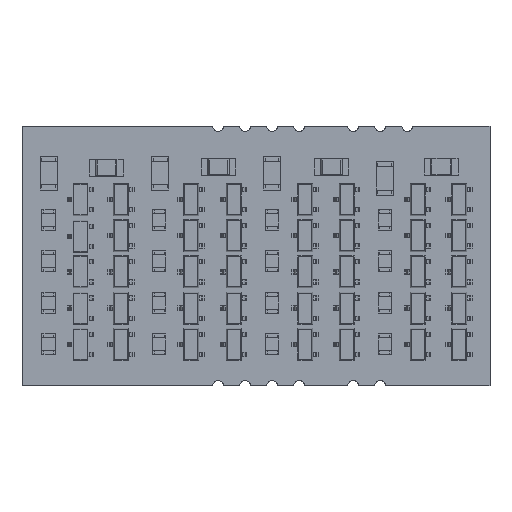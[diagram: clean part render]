
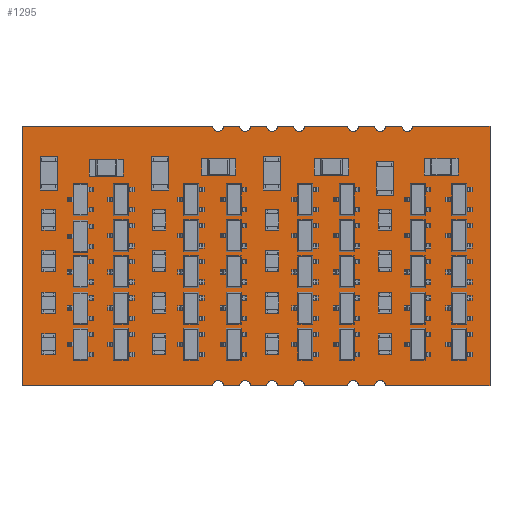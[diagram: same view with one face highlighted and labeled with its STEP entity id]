
A CAD part, top view. The second image highlights one B-rep face of the part: STEP entity #1295.
In plain terms, the highlighted planar face has unit normal (0, 0, 1).
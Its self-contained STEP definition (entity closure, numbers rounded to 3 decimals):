
#308 = VERTEX_POINT('',#309);
#309 = CARTESIAN_POINT('',(33.68,0.,0.411));
#315 = EDGE_CURVE('',#308,#316,#318,.T.);
#316 = VERTEX_POINT('',#317);
#317 = CARTESIAN_POINT('',(32.68,0.,0.411));
#318 = CIRCLE('',#319,0.5);
#319 = AXIS2_PLACEMENT_3D('',#320,#321,#322);
#320 = CARTESIAN_POINT('',(33.18,0.,0.411));
#321 = DIRECTION('',(0.,0.,1.));
#322 = DIRECTION('',(1.,0.,-0.));
#350 = VERTEX_POINT('',#351);
#351 = CARTESIAN_POINT('',(31.14,0.,0.411));
#357 = EDGE_CURVE('',#350,#316,#358,.T.);
#358 = LINE('',#359,#360);
#359 = CARTESIAN_POINT('',(-0.5,0.,0.411));
#360 = VECTOR('',#361,1.);
#361 = DIRECTION('',(1.,0.,0.));
#379 = EDGE_CURVE('',#350,#380,#382,.T.);
#380 = VERTEX_POINT('',#381);
#381 = CARTESIAN_POINT('',(30.14,0.,0.411));
#382 = CIRCLE('',#383,0.5);
#383 = AXIS2_PLACEMENT_3D('',#384,#385,#386);
#384 = CARTESIAN_POINT('',(30.64,0.,0.411));
#385 = DIRECTION('',(0.,0.,1.));
#386 = DIRECTION('',(1.,0.,-0.));
#414 = VERTEX_POINT('',#415);
#415 = CARTESIAN_POINT('',(26.06,0.,0.411));
#421 = EDGE_CURVE('',#414,#380,#422,.T.);
#422 = LINE('',#423,#424);
#423 = CARTESIAN_POINT('',(-0.5,0.,0.411));
#424 = VECTOR('',#425,1.);
#425 = DIRECTION('',(1.,0.,0.));
#443 = EDGE_CURVE('',#414,#444,#446,.T.);
#444 = VERTEX_POINT('',#445);
#445 = CARTESIAN_POINT('',(25.06,0.,0.411));
#446 = CIRCLE('',#447,0.5);
#447 = AXIS2_PLACEMENT_3D('',#448,#449,#450);
#448 = CARTESIAN_POINT('',(25.56,0.,0.411));
#449 = DIRECTION('',(0.,0.,1.));
#450 = DIRECTION('',(1.,0.,-0.));
#478 = VERTEX_POINT('',#479);
#479 = CARTESIAN_POINT('',(23.52,0.,0.411));
#485 = EDGE_CURVE('',#478,#444,#486,.T.);
#486 = LINE('',#487,#488);
#487 = CARTESIAN_POINT('',(-0.5,0.,0.411));
#488 = VECTOR('',#489,1.);
#489 = DIRECTION('',(1.,0.,0.));
#507 = EDGE_CURVE('',#478,#508,#510,.T.);
#508 = VERTEX_POINT('',#509);
#509 = CARTESIAN_POINT('',(22.52,0.,0.411));
#510 = CIRCLE('',#511,0.5);
#511 = AXIS2_PLACEMENT_3D('',#512,#513,#514);
#512 = CARTESIAN_POINT('',(23.02,0.,0.411));
#513 = DIRECTION('',(0.,0.,1.));
#514 = DIRECTION('',(1.,0.,-0.));
#542 = VERTEX_POINT('',#543);
#543 = CARTESIAN_POINT('',(20.98,0.,0.411));
#549 = EDGE_CURVE('',#542,#508,#550,.T.);
#550 = LINE('',#551,#552);
#551 = CARTESIAN_POINT('',(-0.5,0.,0.411));
#552 = VECTOR('',#553,1.);
#553 = DIRECTION('',(1.,0.,0.));
#571 = EDGE_CURVE('',#542,#572,#574,.T.);
#572 = VERTEX_POINT('',#573);
#573 = CARTESIAN_POINT('',(19.98,0.,0.411));
#574 = CIRCLE('',#575,0.5);
#575 = AXIS2_PLACEMENT_3D('',#576,#577,#578);
#576 = CARTESIAN_POINT('',(20.48,0.,0.411));
#577 = DIRECTION('',(0.,0.,1.));
#578 = DIRECTION('',(1.,0.,-0.));
#606 = VERTEX_POINT('',#607);
#607 = CARTESIAN_POINT('',(18.44,0.,0.411));
#613 = EDGE_CURVE('',#606,#572,#614,.T.);
#614 = LINE('',#615,#616);
#615 = CARTESIAN_POINT('',(-0.5,0.,0.411));
#616 = VECTOR('',#617,1.);
#617 = DIRECTION('',(1.,0.,0.));
#635 = EDGE_CURVE('',#606,#636,#638,.T.);
#636 = VERTEX_POINT('',#637);
#637 = CARTESIAN_POINT('',(17.44,0.,0.411));
#638 = CIRCLE('',#639,0.5);
#639 = AXIS2_PLACEMENT_3D('',#640,#641,#642);
#640 = CARTESIAN_POINT('',(17.94,0.,0.411));
#641 = DIRECTION('',(0.,0.,1.));
#642 = DIRECTION('',(1.,0.,-0.));
#670 = VERTEX_POINT('',#671);
#671 = CARTESIAN_POINT('',(-0.5,0.,0.411));
#677 = EDGE_CURVE('',#670,#636,#678,.T.);
#678 = LINE('',#679,#680);
#679 = CARTESIAN_POINT('',(-0.5,0.,0.411));
#680 = VECTOR('',#681,1.);
#681 = DIRECTION('',(1.,0.,0.));
#701 = VERTEX_POINT('',#702);
#702 = CARTESIAN_POINT('',(-0.5,24.4,0.411));
#708 = EDGE_CURVE('',#701,#670,#709,.T.);
#709 = LINE('',#710,#711);
#710 = CARTESIAN_POINT('',(-0.5,24.4,0.411));
#711 = VECTOR('',#712,1.);
#712 = DIRECTION('',(0.,-1.,0.));
#732 = VERTEX_POINT('',#733);
#733 = CARTESIAN_POINT('',(17.44,24.4,0.411));
#739 = EDGE_CURVE('',#732,#701,#740,.T.);
#740 = LINE('',#741,#742);
#741 = CARTESIAN_POINT('',(43.5,24.4,0.411));
#742 = VECTOR('',#743,1.);
#743 = DIRECTION('',(-1.,0.,0.));
#761 = EDGE_CURVE('',#732,#762,#764,.T.);
#762 = VERTEX_POINT('',#763);
#763 = CARTESIAN_POINT('',(18.44,24.4,0.411));
#764 = CIRCLE('',#765,0.5);
#765 = AXIS2_PLACEMENT_3D('',#766,#767,#768);
#766 = CARTESIAN_POINT('',(17.94,24.4,0.411));
#767 = DIRECTION('',(0.,0.,1.));
#768 = DIRECTION('',(1.,0.,-0.));
#796 = VERTEX_POINT('',#797);
#797 = CARTESIAN_POINT('',(19.98,24.4,0.411));
#803 = EDGE_CURVE('',#796,#762,#804,.T.);
#804 = LINE('',#805,#806);
#805 = CARTESIAN_POINT('',(43.5,24.4,0.411));
#806 = VECTOR('',#807,1.);
#807 = DIRECTION('',(-1.,0.,0.));
#825 = EDGE_CURVE('',#796,#826,#828,.T.);
#826 = VERTEX_POINT('',#827);
#827 = CARTESIAN_POINT('',(20.98,24.4,0.411));
#828 = CIRCLE('',#829,0.5);
#829 = AXIS2_PLACEMENT_3D('',#830,#831,#832);
#830 = CARTESIAN_POINT('',(20.48,24.4,0.411));
#831 = DIRECTION('',(0.,0.,1.));
#832 = DIRECTION('',(1.,0.,-0.));
#860 = VERTEX_POINT('',#861);
#861 = CARTESIAN_POINT('',(22.52,24.4,0.411));
#867 = EDGE_CURVE('',#860,#826,#868,.T.);
#868 = LINE('',#869,#870);
#869 = CARTESIAN_POINT('',(43.5,24.4,0.411));
#870 = VECTOR('',#871,1.);
#871 = DIRECTION('',(-1.,0.,0.));
#889 = EDGE_CURVE('',#860,#890,#892,.T.);
#890 = VERTEX_POINT('',#891);
#891 = CARTESIAN_POINT('',(23.52,24.4,0.411));
#892 = CIRCLE('',#893,0.5);
#893 = AXIS2_PLACEMENT_3D('',#894,#895,#896);
#894 = CARTESIAN_POINT('',(23.02,24.4,0.411));
#895 = DIRECTION('',(0.,0.,1.));
#896 = DIRECTION('',(1.,0.,-0.));
#924 = VERTEX_POINT('',#925);
#925 = CARTESIAN_POINT('',(25.06,24.4,0.411));
#931 = EDGE_CURVE('',#924,#890,#932,.T.);
#932 = LINE('',#933,#934);
#933 = CARTESIAN_POINT('',(43.5,24.4,0.411));
#934 = VECTOR('',#935,1.);
#935 = DIRECTION('',(-1.,0.,0.));
#953 = EDGE_CURVE('',#924,#954,#956,.T.);
#954 = VERTEX_POINT('',#955);
#955 = CARTESIAN_POINT('',(26.06,24.4,0.411));
#956 = CIRCLE('',#957,0.5);
#957 = AXIS2_PLACEMENT_3D('',#958,#959,#960);
#958 = CARTESIAN_POINT('',(25.56,24.4,0.411));
#959 = DIRECTION('',(0.,0.,1.));
#960 = DIRECTION('',(1.,0.,-0.));
#988 = VERTEX_POINT('',#989);
#989 = CARTESIAN_POINT('',(30.14,24.4,0.411));
#995 = EDGE_CURVE('',#988,#954,#996,.T.);
#996 = LINE('',#997,#998);
#997 = CARTESIAN_POINT('',(43.5,24.4,0.411));
#998 = VECTOR('',#999,1.);
#999 = DIRECTION('',(-1.,0.,0.));
#1017 = EDGE_CURVE('',#988,#1018,#1020,.T.);
#1018 = VERTEX_POINT('',#1019);
#1019 = CARTESIAN_POINT('',(31.14,24.4,0.411));
#1020 = CIRCLE('',#1021,0.5);
#1021 = AXIS2_PLACEMENT_3D('',#1022,#1023,#1024);
#1022 = CARTESIAN_POINT('',(30.64,24.4,0.411));
#1023 = DIRECTION('',(0.,0.,1.));
#1024 = DIRECTION('',(1.,0.,-0.));
#1052 = VERTEX_POINT('',#1053);
#1053 = CARTESIAN_POINT('',(32.68,24.4,0.411));
#1059 = EDGE_CURVE('',#1052,#1018,#1060,.T.);
#1060 = LINE('',#1061,#1062);
#1061 = CARTESIAN_POINT('',(43.5,24.4,0.411));
#1062 = VECTOR('',#1063,1.);
#1063 = DIRECTION('',(-1.,0.,0.));
#1081 = EDGE_CURVE('',#1052,#1082,#1084,.T.);
#1082 = VERTEX_POINT('',#1083);
#1083 = CARTESIAN_POINT('',(33.68,24.4,0.411));
#1084 = CIRCLE('',#1085,0.5);
#1085 = AXIS2_PLACEMENT_3D('',#1086,#1087,#1088);
#1086 = CARTESIAN_POINT('',(33.18,24.4,0.411));
#1087 = DIRECTION('',(0.,0.,1.));
#1088 = DIRECTION('',(1.,0.,-0.));
#1116 = VERTEX_POINT('',#1117);
#1117 = CARTESIAN_POINT('',(35.22,24.4,0.411));
#1123 = EDGE_CURVE('',#1116,#1082,#1124,.T.);
#1124 = LINE('',#1125,#1126);
#1125 = CARTESIAN_POINT('',(43.5,24.4,0.411));
#1126 = VECTOR('',#1127,1.);
#1127 = DIRECTION('',(-1.,0.,0.));
#1145 = EDGE_CURVE('',#1116,#1146,#1148,.T.);
#1146 = VERTEX_POINT('',#1147);
#1147 = CARTESIAN_POINT('',(36.22,24.4,0.411));
#1148 = CIRCLE('',#1149,0.5);
#1149 = AXIS2_PLACEMENT_3D('',#1150,#1151,#1152);
#1150 = CARTESIAN_POINT('',(35.72,24.4,0.411));
#1151 = DIRECTION('',(0.,0.,1.));
#1152 = DIRECTION('',(1.,0.,-0.));
#1180 = VERTEX_POINT('',#1181);
#1181 = CARTESIAN_POINT('',(43.5,24.4,0.411));
#1187 = EDGE_CURVE('',#1180,#1146,#1188,.T.);
#1188 = LINE('',#1189,#1190);
#1189 = CARTESIAN_POINT('',(43.5,24.4,0.411));
#1190 = VECTOR('',#1191,1.);
#1191 = DIRECTION('',(-1.,0.,0.));
#1211 = VERTEX_POINT('',#1212);
#1212 = CARTESIAN_POINT('',(43.5,0.,0.411));
#1218 = EDGE_CURVE('',#1211,#1180,#1219,.T.);
#1219 = LINE('',#1220,#1221);
#1220 = CARTESIAN_POINT('',(43.5,0.,0.411));
#1221 = VECTOR('',#1222,1.);
#1222 = DIRECTION('',(0.,1.,0.));
#1240 = EDGE_CURVE('',#308,#1211,#1241,.T.);
#1241 = LINE('',#1242,#1243);
#1242 = CARTESIAN_POINT('',(-0.5,0.,0.411));
#1243 = VECTOR('',#1244,1.);
#1244 = DIRECTION('',(1.,0.,0.));
#1295 = ADVANCED_FACE('',(#1296),#1328,.T.);
#1296 = FACE_BOUND('',#1297,.T.);
#1297 = EDGE_LOOP('',(#1298,#1299,#1300,#1301,#1302,#1303,#1304,#1305,
    #1306,#1307,#1308,#1309,#1310,#1311,#1312,#1313,#1314,#1315,#1316,
    #1317,#1318,#1319,#1320,#1321,#1322,#1323,#1324,#1325,#1326,#1327));
#1298 = ORIENTED_EDGE('',*,*,#315,.F.);
#1299 = ORIENTED_EDGE('',*,*,#1240,.T.);
#1300 = ORIENTED_EDGE('',*,*,#1218,.T.);
#1301 = ORIENTED_EDGE('',*,*,#1187,.T.);
#1302 = ORIENTED_EDGE('',*,*,#1145,.F.);
#1303 = ORIENTED_EDGE('',*,*,#1123,.T.);
#1304 = ORIENTED_EDGE('',*,*,#1081,.F.);
#1305 = ORIENTED_EDGE('',*,*,#1059,.T.);
#1306 = ORIENTED_EDGE('',*,*,#1017,.F.);
#1307 = ORIENTED_EDGE('',*,*,#995,.T.);
#1308 = ORIENTED_EDGE('',*,*,#953,.F.);
#1309 = ORIENTED_EDGE('',*,*,#931,.T.);
#1310 = ORIENTED_EDGE('',*,*,#889,.F.);
#1311 = ORIENTED_EDGE('',*,*,#867,.T.);
#1312 = ORIENTED_EDGE('',*,*,#825,.F.);
#1313 = ORIENTED_EDGE('',*,*,#803,.T.);
#1314 = ORIENTED_EDGE('',*,*,#761,.F.);
#1315 = ORIENTED_EDGE('',*,*,#739,.T.);
#1316 = ORIENTED_EDGE('',*,*,#708,.T.);
#1317 = ORIENTED_EDGE('',*,*,#677,.T.);
#1318 = ORIENTED_EDGE('',*,*,#635,.F.);
#1319 = ORIENTED_EDGE('',*,*,#613,.T.);
#1320 = ORIENTED_EDGE('',*,*,#571,.F.);
#1321 = ORIENTED_EDGE('',*,*,#549,.T.);
#1322 = ORIENTED_EDGE('',*,*,#507,.F.);
#1323 = ORIENTED_EDGE('',*,*,#485,.T.);
#1324 = ORIENTED_EDGE('',*,*,#443,.F.);
#1325 = ORIENTED_EDGE('',*,*,#421,.T.);
#1326 = ORIENTED_EDGE('',*,*,#379,.F.);
#1327 = ORIENTED_EDGE('',*,*,#357,.T.);
#1328 = PLANE('',#1329);
#1329 = AXIS2_PLACEMENT_3D('',#1330,#1331,#1332);
#1330 = CARTESIAN_POINT('',(21.5,12.2,0.411));
#1331 = DIRECTION('',(0.,0.,1.));
#1332 = DIRECTION('',(1.,0.,-0.));
